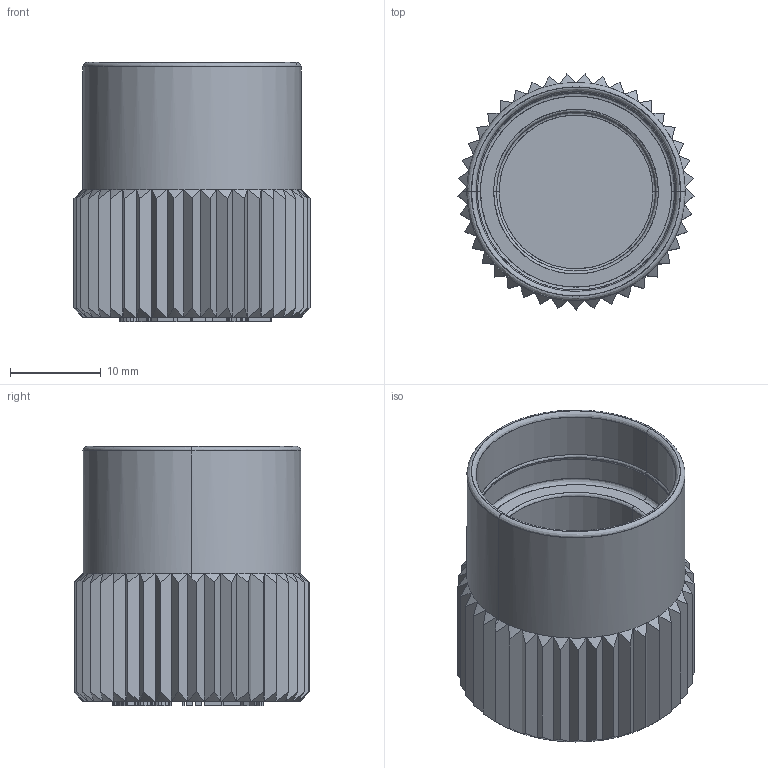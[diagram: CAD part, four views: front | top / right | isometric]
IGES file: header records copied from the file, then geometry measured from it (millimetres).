
Start section: SolidWorks IGES file using analytic representation for surfaces
Global section: file name: L_60309100.igs; native system: SolidWorks 2012; preprocessor: SolidWorks 2012; author: serviziopdm; date: 140523.095332; units: millimetre
Bounding box: 25.97 x 25.95 x 28.5 mm (x, y, z)
Surface area: 5130.5 mm2 (no closed solid volume)
Topology: 0 solids, 0 shells, 571 faces, 3534 edges, 3534 vertices
Faces by surface type: bspline 438, revolution 133
